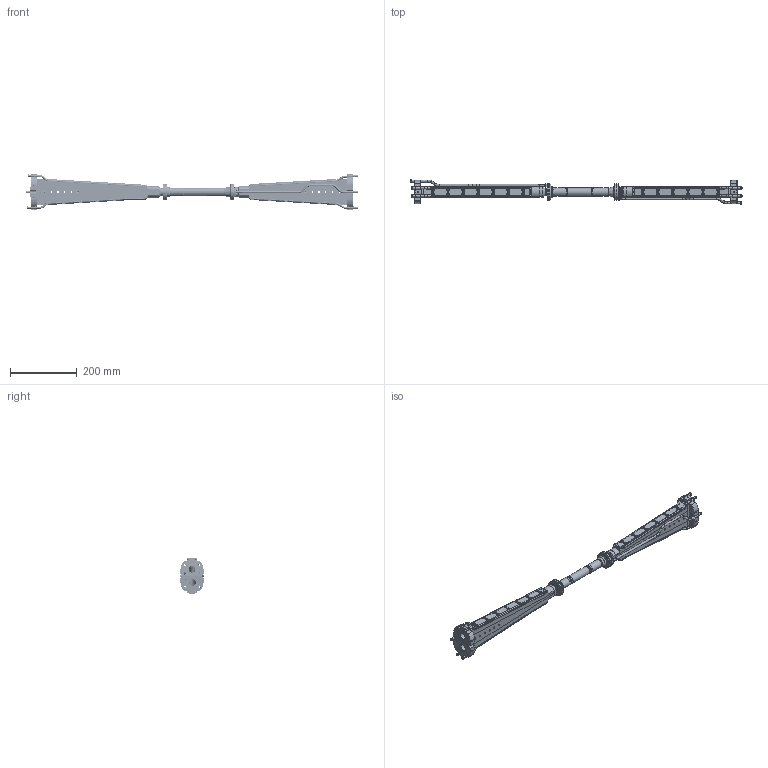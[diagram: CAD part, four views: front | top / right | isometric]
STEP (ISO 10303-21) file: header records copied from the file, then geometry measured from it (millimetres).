
FILE_DESCRIPTION(/* description */ (''),/* implementation_level */ '2;1');
FILE_NAME(/* name */ '20201117 IP Chamber 2020（MTC）.stp',/* time_stamp */ '2020-11-17T13:05:30+09:00',/* author */ ('S20009'),/* organization */ (''),/* preprocessor_version */ 'ST-DEVELOPER v17.2',/* originating_system */ 'Autodesk Inventor 2019',/* authorisation */ '');
FILE_SCHEMA (('AUTOMOTIVE_DESIGN { 1 0 10303 214 3 1 1 }'));
Products named in the file (64): 20201117 IP Chamber 2020（MTC）; PA03 直線部 内筒外筒; PD03C 直線部 内筒外筒2次加工; PD03B 直線部 内筒外筒EBW; PA02 Inner tube; PA02B Inner tube ろう付; PD02-01C Ta-Ti inner tube-FWD 2次加工; Be Inner tube; PD02-02C Ta-Ti inner tube-BWD 2次加工; Ta-Ti tube(bwd) 仮加工; Ta-Ti tube(bwd) HIP; Tiブランク(bwd); Taブランク(bwd); PA01B Outer tube; PD01B Outer tube ろう付; PD01-01C Ti outer tube-FWD 2次加工; PD01-01B Ti outer tube-FWD EBW; PD01-01-001B Ti manifold (fwd)ipt; PD01-01-002B Ti outer tube(fwd)ipt; Be)outer tube; PD01-01B Ti outer tube-BWD 2次加工; PD02-01B Ti outer tube-BWD EBW; PD02-01-001B Ti manifold (bwd)ipt; PD02-01-002B Ti outer tube (bwd)ipt; Ta先端部(fwd)r1; Ta先端部(bwd); PA04-A62 Ta二股部 2次加工図(
bwd)+Cu pipe; PA04-A62 Ta二股部 2次加工図(
bwd); PD04-002B Ta二股部2 (bwd)2; PD04-001B Ta二股部1 (bwd); PD04-003B Ta二股部3 (bwd); BWD銅冷却パイプ; BWD銅冷却パイプ_1; 変換スリーブ_MIR3; フレキシブルチューブ_MIR2; Taフランジ(bwd); Taフランジ(fwd); PA05-A62 Ta二股部 2次加工図(
fwd)+Cu pipe; PA05-A62 Ta二股部(fwd); PD05-002B Ta二股部2 (fwd) ...
Assembly tree (129 placements, depth 10):
  20201117 IP Chamber 2020（MTC）
    PA03 直線部 内筒外筒
      PD03C 直線部 内筒外筒2次加工
        PD03B 直線部 内筒外筒EBW
          PA02 Inner tube
            PA02B Inner tube ろう付
              PD02-01C Ta-Ti inner tube-FWD 2次加工
              Be Inner tube
              PD02-02C Ta-Ti inner tube-BWD 2次加工
                Ta-Ti tube(bwd) 仮加工
                  Ta-Ti tube(bwd) HIP
          PA01B Outer tube
            PD01B Outer tube ろう付
              PD01-01C Ti outer tube-FWD 2次加工
                PD01-01B Ti outer tube-FWD EBW
                  PD01-01-001B Ti manifold (fwd)ipt
                  PD01-01-002B Ti outer tube(fwd)ipt
              Be)outer tube
              PD01-01B Ti outer tube-BWD 2次加工
                PD02-01B Ti outer tube-BWD EBW
                  PD02-01-001B Ti manifold (bwd)ipt
                  PD02-01-002B Ti outer tube (bwd)ipt
    Ta先端部(fwd)r1
    Ta先端部(bwd)
    PA04-A62 Ta二股部 2次加工図(
bwd)+Cu pipe
      PA04-A62 Ta二股部 2次加工図(
bwd)
        PD04-002B Ta二股部2 (bwd)2
        PD04-001B Ta二股部1 (bwd)
        PD04-003B Ta二股部3 (bwd)
      BWD銅冷却パイプ
      BWD銅冷却パイプ_1
      変換スリーブ
      フレキシブルチューブ
      変換スリーブ_MIR3  x3
      フレキシブルチューブ_MIR2  x3
    Taフランジ(bwd)
    Taフランジ(fwd)
    PA05-A62 Ta二股部 2次加工図(
fwd)+Cu pipe
      PA05-A62 Ta二股部(fwd)
        PD05-002B Ta二股部2 (fwd)
        PD05-001B Ta二股部1 (fwd)
        PD05-003B Ta二股部3 (fwd)
      FWD銅冷却パイプ
      FWD銅冷却パイプ_1
      フレキシブルチューブ  x2
      変換スリーブ  x2
      変換スリーブ_MIR2  x2
      フレキシブルチューブ_MIR1  x2
    冷却パイプ(直線部fwd)
      冷却パイプフランジ
      冷却パイプ(直線部ｆw
d)
      M4-8  x2
      フレキシブルチューブ
    冷却パイプ(直線部bwd)
      冷却パイプフランジ
      冷却パイプ(直線部bwd)_
1
      M4-8  x2
      フレキシブルチューブ
    冷却パイプ押さえ板(fwd)r1
      冷却パイプ押さえ板(fwd)r2
Bounding box: 991.8 x 72.49 x 108.75 mm (x, y, z)
Volume: 1090134 mm3; surface area: 587067.2 mm2
Topology: 116 solids, 116 shells, 2675 faces, 6855 edges, 4637 vertices
Faces by surface type: plane 1422, cylinder 689, cone 373, torus 129, bspline 54, sphere 8
Full cylindrical faces by diameter (mm): 3 x6, 3.242 x84, 3.5 x2, 4 x56, 4.2 x4, 4.4 x62, 4.5 x4, 4.57 x10, 4.917 x14, 5 x22, 5.35 x10, 6 x20, 6.1 x8, 6.35 x30, 6.4 x24, 6.5 x2, 6.6 x2, 7 x4, 7.5 x10, 8 x60, 8.5 x52, 20 x10, 21.1 x2, 21.2 x3, 22.4 x2, 23 x4, 23.2 x3, 23.6 x2, 24 x7, 24.6 x1
Entity records: 53167 total; most frequent: CARTESIAN_POINT 11089, DIRECTION 9036, ORIENTED_EDGE 7934, EDGE_CURVE 3967, AXIS2_PLACEMENT_3D 3621, VERTEX_POINT 2749, EDGE_LOOP 1918, CIRCLE 1873
